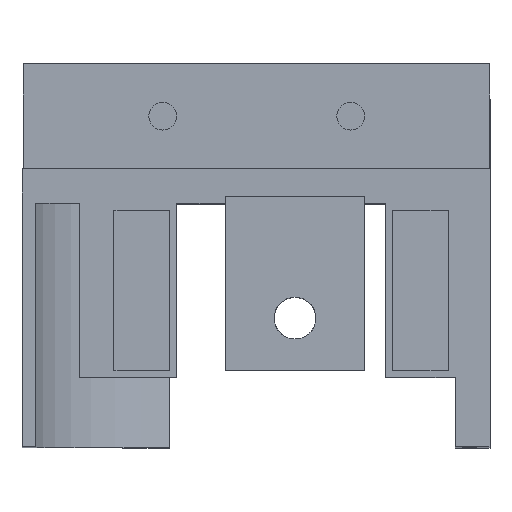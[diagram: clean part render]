
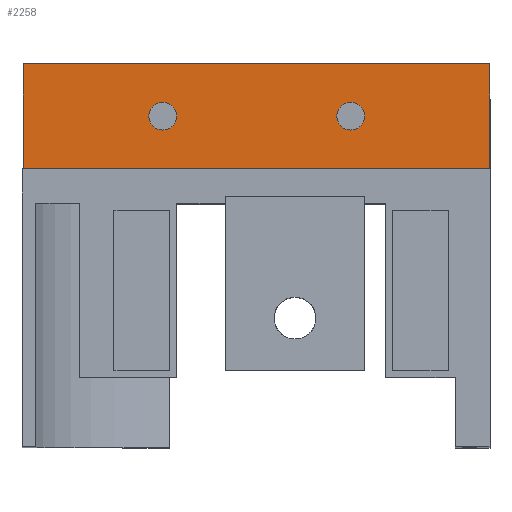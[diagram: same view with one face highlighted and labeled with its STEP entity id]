
A CAD part, top view. The second image highlights one B-rep face of the part: STEP entity #2258.
In plain terms, the highlighted planar face has unit normal (0, 0, 1).
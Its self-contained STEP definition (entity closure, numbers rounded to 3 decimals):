
#61=FACE_BOUND('',#353,.T.);
#62=FACE_BOUND('',#354,.T.);
#107=PLANE('',#2410);
#211=FACE_OUTER_BOUND('',#352,.T.);
#352=EDGE_LOOP('',(#1814,#1815,#1816,#1817));
#353=EDGE_LOOP('',(#1818));
#354=EDGE_LOOP('',(#1819));
#486=LINE('',#3242,#748);
#537=LINE('',#3473,#799);
#578=LINE('',#3553,#840);
#580=LINE('',#3556,#842);
#748=VECTOR('',#2618,10.);
#799=VECTOR('',#2731,10.);
#840=VECTOR('',#2796,10.);
#842=VECTOR('',#2800,10.);
#964=CIRCLE('',#2334,2.);
#966=CIRCLE('',#2338,2.);
#1016=VERTEX_POINT('',#3106);
#1018=VERTEX_POINT('',#3113);
#1071=VERTEX_POINT('',#3239);
#1072=VERTEX_POINT('',#3241);
#1127=VERTEX_POINT('',#3469);
#1129=VERTEX_POINT('',#3472);
#1228=EDGE_CURVE('',#1016,#1016,#964,.T.);
#1231=EDGE_CURVE('',#1018,#1018,#966,.T.);
#1293=EDGE_CURVE('',#1071,#1072,#486,.T.);
#1364=EDGE_CURVE('',#1129,#1127,#537,.T.);
#1405=EDGE_CURVE('',#1129,#1071,#578,.T.);
#1407=EDGE_CURVE('',#1072,#1127,#580,.T.);
#1814=ORIENTED_EDGE('',*,*,#1407,.F.);
#1815=ORIENTED_EDGE('',*,*,#1293,.F.);
#1816=ORIENTED_EDGE('',*,*,#1405,.F.);
#1817=ORIENTED_EDGE('',*,*,#1364,.T.);
#1818=ORIENTED_EDGE('',*,*,#1228,.T.);
#1819=ORIENTED_EDGE('',*,*,#1231,.T.);
#2258=ADVANCED_FACE('',(#211,#61,#62),#107,.T.);
#2334=AXIS2_PLACEMENT_3D('',#3107,#2506,#2507);
#2338=AXIS2_PLACEMENT_3D('',#3114,#2515,#2516);
#2410=AXIS2_PLACEMENT_3D('',#3555,#2798,#2799);
#2506=DIRECTION('center_axis',(0.,0.,-1.));
#2507=DIRECTION('ref_axis',(-1.,0.,0.));
#2515=DIRECTION('center_axis',(0.,0.,-1.));
#2516=DIRECTION('ref_axis',(-1.,0.,0.));
#2618=DIRECTION('',(0.,-1.,0.));
#2731=DIRECTION('',(0.,-1.,0.));
#2796=DIRECTION('',(1.,0.,0.));
#2798=DIRECTION('center_axis',(0.,0.,1.));
#2799=DIRECTION('ref_axis',(-1.,0.,0.));
#2800=DIRECTION('',(-1.,0.,0.));
#3106=CARTESIAN_POINT('',(-15.,7.5,50.));
#3107=CARTESIAN_POINT('Origin',(-17.,7.5,50.));
#3113=CARTESIAN_POINT('',(12.,7.5,50.));
#3114=CARTESIAN_POINT('Origin',(10.,7.5,50.));
#3239=CARTESIAN_POINT('',(30.,15.,50.));
#3241=CARTESIAN_POINT('',(30.,0.,50.));
#3242=CARTESIAN_POINT('',(30.,7.5,50.));
#3469=CARTESIAN_POINT('',(-37.,0.,50.));
#3472=CARTESIAN_POINT('',(-37.,15.,50.));
#3473=CARTESIAN_POINT('',(-37.,0.,50.));
#3553=CARTESIAN_POINT('',(-17.,15.,50.));
#3555=CARTESIAN_POINT('Origin',(40.,0.,50.));
#3556=CARTESIAN_POINT('',(26.802,0.,50.));
